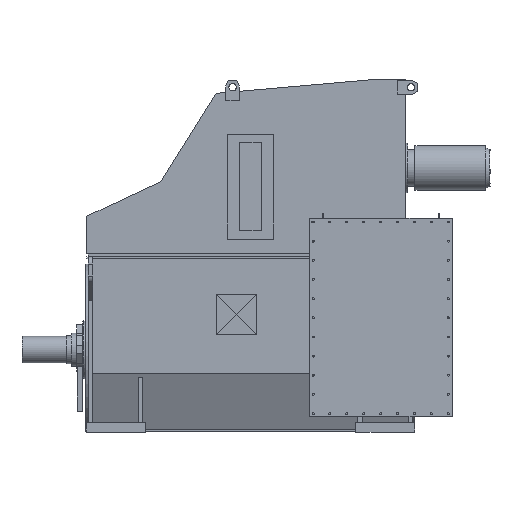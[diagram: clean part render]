
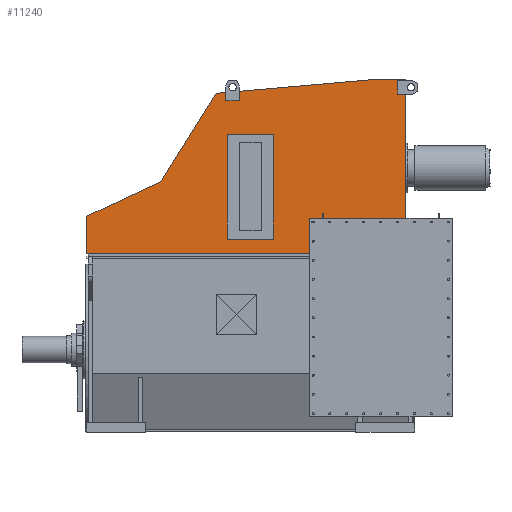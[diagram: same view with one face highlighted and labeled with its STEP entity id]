
A CAD part, front view. The second image highlights one B-rep face of the part: STEP entity #11240.
In plain terms, the highlighted free-form (B-spline) face has degree [1, 1] with [2, 2] control points.
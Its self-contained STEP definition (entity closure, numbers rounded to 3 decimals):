
#11240 = ADVANCED_FACE('',(#11241,#11362),#11392,.T.);
#11241 = FACE_BOUND('',#11242,.T.);
#11242 = EDGE_LOOP('',(#11243,#11252,#11259,#11266,#11273,#11280,#11287,
    #11294,#11301,#11308,#11315,#11322,#11329,#11336,#11343,#11350,
    #11357));
#11243 = ORIENTED_EDGE('',*,*,#11244,.F.);
#11244 = EDGE_CURVE('',#11245,#11247,#11249,.T.);
#11245 = VERTEX_POINT('',#11246);
#11246 = CARTESIAN_POINT('',(1808.719,-602.906,
    1493.916));
#11247 = VERTEX_POINT('',#11248);
#11248 = CARTESIAN_POINT('',(1856.09,-602.906,
    1493.916));
#11249 = B_SPLINE_CURVE_WITH_KNOTS('',1,(#11250,#11251),.UNSPECIFIED.,
  .F.,.F.,(2,2),(0.,55.),.PIECEWISE_BEZIER_KNOTS.);
#11250 = CARTESIAN_POINT('',(1808.719,-602.906,
    1493.916));
#11251 = CARTESIAN_POINT('',(1856.09,-602.906,
    1493.916));
#11252 = ORIENTED_EDGE('',*,*,#11253,.F.);
#11253 = EDGE_CURVE('',#11254,#11245,#11256,.T.);
#11254 = VERTEX_POINT('',#11255);
#11255 = CARTESIAN_POINT('',(1808.719,-602.906,
    1573.155));
#11256 = B_SPLINE_CURVE_WITH_KNOTS('',1,(#11257,#11258),.UNSPECIFIED.,
  .F.,.F.,(2,2),(0.,92.),.PIECEWISE_BEZIER_KNOTS.);
#11257 = CARTESIAN_POINT('',(1808.719,-602.906,
    1573.155));
#11258 = CARTESIAN_POINT('',(1808.719,-602.906,
    1493.916));
#11259 = ORIENTED_EDGE('',*,*,#11260,.F.);
#11260 = EDGE_CURVE('',#11261,#11254,#11263,.T.);
#11261 = VERTEX_POINT('',#11262);
#11262 = CARTESIAN_POINT('',(1856.09,-602.906,
    1573.155));
#11263 = B_SPLINE_CURVE_WITH_KNOTS('',1,(#11264,#11265),.UNSPECIFIED.,
  .F.,.F.,(2,2),(44.,99.),.PIECEWISE_BEZIER_KNOTS.);
#11264 = CARTESIAN_POINT('',(1856.09,-602.906,
    1573.155));
#11265 = CARTESIAN_POINT('',(1808.719,-602.906,
    1573.155));
#11266 = ORIENTED_EDGE('',*,*,#11267,.F.);
#11267 = EDGE_CURVE('',#11268,#11261,#11270,.T.);
#11268 = VERTEX_POINT('',#11269);
#11269 = CARTESIAN_POINT('',(1856.09,-602.906,
    1577.461));
#11270 = B_SPLINE_CURVE_WITH_KNOTS('',1,(#11271,#11272),.UNSPECIFIED.,
  .F.,.F.,(2,2),(0.,5.),.PIECEWISE_BEZIER_KNOTS.);
#11271 = CARTESIAN_POINT('',(1856.09,-602.906,
    1577.461));
#11272 = CARTESIAN_POINT('',(1856.09,-602.906,
    1573.155));
#11273 = ORIENTED_EDGE('',*,*,#11274,.T.);
#11274 = EDGE_CURVE('',#11268,#11275,#11277,.T.);
#11275 = VERTEX_POINT('',#11276);
#11276 = CARTESIAN_POINT('',(1650.241,-602.906,
    1577.461));
#11277 = B_SPLINE_CURVE_WITH_KNOTS('',1,(#11278,#11279),.UNSPECIFIED.,
  .F.,.F.,(2,2),(55.,294.),.PIECEWISE_BEZIER_KNOTS.);
#11278 = CARTESIAN_POINT('',(1856.09,-602.906,
    1577.461));
#11279 = CARTESIAN_POINT('',(1650.241,-602.906,
    1577.461));
#11280 = ORIENTED_EDGE('',*,*,#11281,.T.);
#11281 = EDGE_CURVE('',#11275,#11282,#11284,.T.);
#11282 = VERTEX_POINT('',#11283);
#11283 = CARTESIAN_POINT('',(882.827,-602.906,
    1510.321));
#11284 = B_SPLINE_CURVE_WITH_KNOTS('',1,(#11285,#11286),.UNSPECIFIED.,
  .F.,.F.,(2,2),(0.,894.403),.PIECEWISE_BEZIER_KNOTS.);
#11285 = CARTESIAN_POINT('',(1650.241,-602.906,
    1577.461));
#11286 = CARTESIAN_POINT('',(882.827,-602.906,
    1510.321));
#11287 = ORIENTED_EDGE('',*,*,#11288,.F.);
#11288 = EDGE_CURVE('',#11289,#11282,#11291,.T.);
#11289 = VERTEX_POINT('',#11290);
#11290 = CARTESIAN_POINT('',(882.827,-602.906,
    1456.019));
#11291 = B_SPLINE_CURVE_WITH_KNOTS('',1,(#11292,#11293),.UNSPECIFIED.,
  .F.,.F.,(2,2),(0.,63.048),.PIECEWISE_BEZIER_KNOTS.);
#11292 = CARTESIAN_POINT('',(882.827,-602.906,
    1456.019));
#11293 = CARTESIAN_POINT('',(882.827,-602.906,
    1510.321));
#11294 = ORIENTED_EDGE('',*,*,#11295,.F.);
#11295 = EDGE_CURVE('',#11296,#11289,#11298,.T.);
#11296 = VERTEX_POINT('',#11297);
#11297 = CARTESIAN_POINT('',(803.588,-602.906,
    1456.019));
#11298 = B_SPLINE_CURVE_WITH_KNOTS('',1,(#11299,#11300),.UNSPECIFIED.,
  .F.,.F.,(2,2),(0.,92.),.PIECEWISE_BEZIER_KNOTS.);
#11299 = CARTESIAN_POINT('',(803.588,-602.906,
    1456.019));
#11300 = CARTESIAN_POINT('',(882.827,-602.906,
    1456.019));
#11301 = ORIENTED_EDGE('',*,*,#11302,.F.);
#11302 = EDGE_CURVE('',#11303,#11296,#11305,.T.);
#11303 = VERTEX_POINT('',#11304);
#11304 = CARTESIAN_POINT('',(803.588,-602.906,
    1503.389));
#11305 = B_SPLINE_CURVE_WITH_KNOTS('',1,(#11306,#11307),.UNSPECIFIED.,
  .F.,.F.,(2,2),(44.001,99.),.PIECEWISE_BEZIER_KNOTS.);
#11306 = CARTESIAN_POINT('',(803.588,-602.906,
    1503.389));
#11307 = CARTESIAN_POINT('',(803.588,-602.906,
    1456.019));
#11308 = ORIENTED_EDGE('',*,*,#11309,.T.);
#11309 = EDGE_CURVE('',#11303,#11310,#11312,.T.);
#11310 = VERTEX_POINT('',#11311);
#11311 = CARTESIAN_POINT('',(746.63,-602.906,
    1498.406));
#11312 = B_SPLINE_CURVE_WITH_KNOTS('',1,(#11313,#11314),.UNSPECIFIED.,
  .F.,.F.,(2,2),(986.755,1053.138),
  .PIECEWISE_BEZIER_KNOTS.);
#11313 = CARTESIAN_POINT('',(803.588,-602.906,
    1503.389));
#11314 = CARTESIAN_POINT('',(746.63,-602.906,
    1498.406));
#11315 = ORIENTED_EDGE('',*,*,#11316,.T.);
#11316 = EDGE_CURVE('',#11310,#11317,#11319,.T.);
#11317 = VERTEX_POINT('',#11318);
#11318 = CARTESIAN_POINT('',(423.597,-602.906,
    981.445));
#11319 = B_SPLINE_CURVE_WITH_KNOTS('',1,(#11320,#11321),.UNSPECIFIED.,
  .F.,.F.,(2,2),(0.,707.758),.PIECEWISE_BEZIER_KNOTS.);
#11320 = CARTESIAN_POINT('',(746.63,-602.906,
    1498.406));
#11321 = CARTESIAN_POINT('',(423.597,-602.906,
    981.445));
#11322 = ORIENTED_EDGE('',*,*,#11323,.T.);
#11323 = EDGE_CURVE('',#11317,#11324,#11326,.T.);
#11324 = VERTEX_POINT('',#11325);
#11325 = CARTESIAN_POINT('',(-8.613,-602.906,
    779.902));
#11326 = B_SPLINE_CURVE_WITH_KNOTS('',1,(#11327,#11328),.UNSPECIFIED.,
  .F.,.F.,(2,2),(0.,553.691),.PIECEWISE_BEZIER_KNOTS.);
#11327 = CARTESIAN_POINT('',(423.597,-602.906,
    981.445));
#11328 = CARTESIAN_POINT('',(-8.613,-602.906,
    779.902));
#11329 = ORIENTED_EDGE('',*,*,#11330,.T.);
#11330 = EDGE_CURVE('',#11324,#11331,#11333,.T.);
#11331 = VERTEX_POINT('',#11332);
#11332 = CARTESIAN_POINT('',(-8.613,-602.906,
    560.272));
#11333 = B_SPLINE_CURVE_WITH_KNOTS('',1,(#11334,#11335),.UNSPECIFIED.,
  .F.,.F.,(2,2),(0.,255.),.PIECEWISE_BEZIER_KNOTS.);
#11334 = CARTESIAN_POINT('',(-8.613,-602.906,
    779.902));
#11335 = CARTESIAN_POINT('',(-8.613,-602.906,
    560.272));
#11336 = ORIENTED_EDGE('',*,*,#11337,.F.);
#11337 = EDGE_CURVE('',#11338,#11331,#11340,.T.);
#11338 = VERTEX_POINT('',#11339);
#11339 = CARTESIAN_POINT('',(1903.461,-602.906,
    560.272));
#11340 = B_SPLINE_CURVE_WITH_KNOTS('',1,(#11341,#11342),.UNSPECIFIED.,
  .F.,.F.,(2,2),(0.,2220.),.PIECEWISE_BEZIER_KNOTS.);
#11341 = CARTESIAN_POINT('',(1903.461,-602.906,
    560.272));
#11342 = CARTESIAN_POINT('',(-8.613,-602.906,
    560.272));
#11343 = ORIENTED_EDGE('',*,*,#11344,.F.);
#11344 = EDGE_CURVE('',#11345,#11338,#11347,.T.);
#11345 = VERTEX_POINT('',#11346);
#11346 = CARTESIAN_POINT('',(1903.461,-602.906,
    562.856));
#11347 = B_SPLINE_CURVE_WITH_KNOTS('',1,(#11348,#11349),.UNSPECIFIED.,
  .F.,.F.,(2,2),(252.,255.),.PIECEWISE_BEZIER_KNOTS.);
#11348 = CARTESIAN_POINT('',(1903.461,-602.906,
    562.856));
#11349 = CARTESIAN_POINT('',(1903.461,-602.906,
    560.272));
#11350 = ORIENTED_EDGE('',*,*,#11351,.F.);
#11351 = EDGE_CURVE('',#11352,#11345,#11354,.T.);
#11352 = VERTEX_POINT('',#11353);
#11353 = CARTESIAN_POINT('',(1856.09,-602.906,
    562.856));
#11354 = B_SPLINE_CURVE_WITH_KNOTS('',1,(#11355,#11356),.UNSPECIFIED.,
  .F.,.F.,(2,2),(0.,55.),.PIECEWISE_BEZIER_KNOTS.);
#11355 = CARTESIAN_POINT('',(1856.09,-602.906,
    562.856));
#11356 = CARTESIAN_POINT('',(1903.461,-602.906,
    562.856));
#11357 = ORIENTED_EDGE('',*,*,#11358,.F.);
#11358 = EDGE_CURVE('',#11247,#11352,#11359,.T.);
#11359 = B_SPLINE_CURVE_WITH_KNOTS('',1,(#11360,#11361),.UNSPECIFIED.,
  .F.,.F.,(2,2),(97.,1178.),.PIECEWISE_BEZIER_KNOTS.);
#11360 = CARTESIAN_POINT('',(1856.09,-602.906,
    1493.916));
#11361 = CARTESIAN_POINT('',(1856.09,-602.906,
    562.856));
#11362 = FACE_BOUND('',#11363,.T.);
#11363 = EDGE_LOOP('',(#11364,#11373,#11380,#11387));
#11364 = ORIENTED_EDGE('',*,*,#11365,.T.);
#11365 = EDGE_CURVE('',#11366,#11368,#11370,.T.);
#11366 = VERTEX_POINT('',#11367);
#11367 = CARTESIAN_POINT('',(812.632,-602.906,
    646.402));
#11368 = VERTEX_POINT('',#11369);
#11369 = CARTESIAN_POINT('',(812.632,-602.906,
    1257.921));
#11370 = B_SPLINE_CURVE_WITH_KNOTS('',1,(#11371,#11372),.UNSPECIFIED.,
  .F.,.F.,(2,2),(0.,710.),.PIECEWISE_BEZIER_KNOTS.);
#11371 = CARTESIAN_POINT('',(812.632,-602.906,
    646.402));
#11372 = CARTESIAN_POINT('',(812.632,-602.906,
    1257.921));
#11373 = ORIENTED_EDGE('',*,*,#11374,.T.);
#11374 = EDGE_CURVE('',#11368,#11375,#11377,.T.);
#11375 = VERTEX_POINT('',#11376);
#11376 = CARTESIAN_POINT('',(1082.217,-602.906,
    1257.921));
#11377 = B_SPLINE_CURVE_WITH_KNOTS('',1,(#11378,#11379),.UNSPECIFIED.,
  .F.,.F.,(2,2),(0.,313.),.PIECEWISE_BEZIER_KNOTS.);
#11378 = CARTESIAN_POINT('',(812.632,-602.906,
    1257.921));
#11379 = CARTESIAN_POINT('',(1082.217,-602.906,
    1257.921));
#11380 = ORIENTED_EDGE('',*,*,#11381,.T.);
#11381 = EDGE_CURVE('',#11375,#11382,#11384,.T.);
#11382 = VERTEX_POINT('',#11383);
#11383 = CARTESIAN_POINT('',(1082.217,-602.906,
    646.402));
#11384 = B_SPLINE_CURVE_WITH_KNOTS('',1,(#11385,#11386),.UNSPECIFIED.,
  .F.,.F.,(2,2),(0.,710.),.PIECEWISE_BEZIER_KNOTS.);
#11385 = CARTESIAN_POINT('',(1082.217,-602.906,
    1257.921));
#11386 = CARTESIAN_POINT('',(1082.217,-602.906,
    646.402));
#11387 = ORIENTED_EDGE('',*,*,#11388,.T.);
#11388 = EDGE_CURVE('',#11382,#11366,#11389,.T.);
#11389 = B_SPLINE_CURVE_WITH_KNOTS('',1,(#11390,#11391),.UNSPECIFIED.,
  .F.,.F.,(2,2),(0.,313.),.PIECEWISE_BEZIER_KNOTS.);
#11390 = CARTESIAN_POINT('',(1082.217,-602.906,
    646.402));
#11391 = CARTESIAN_POINT('',(812.632,-602.906,
    646.402));
#11392 = B_SPLINE_SURFACE_WITH_KNOTS('',1,1,(
    (#11393,#11394)
    ,(#11395,#11396
  )),.UNSPECIFIED.,.F.,.F.,.F.,(2,2),(2,2),(-926.,255.),(
    -2220.,0.),.PIECEWISE_BEZIER_KNOTS.);
#11393 = CARTESIAN_POINT('',(-8.613,-602.906,
    1577.461));
#11394 = CARTESIAN_POINT('',(1903.461,-602.906,
    1577.461));
#11395 = CARTESIAN_POINT('',(-8.613,-602.906,
    560.272));
#11396 = CARTESIAN_POINT('',(1903.461,-602.906,
    560.272));
